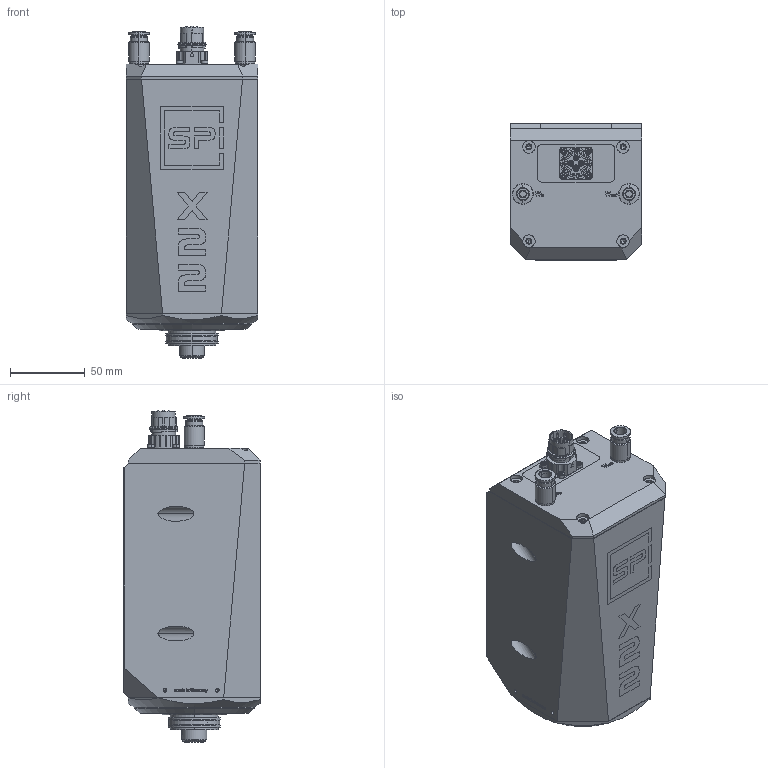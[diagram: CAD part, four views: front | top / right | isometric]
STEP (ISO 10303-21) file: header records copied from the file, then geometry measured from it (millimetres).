
FILE_DESCRIPTION (( 'STEP AP214' ), '1' );
FILE_NAME ('X22-F-HSKC32 STEP.STEP', '2024-08-16T06:51:29', ( '' ), ( '' ), 'SwSTEP 2.0', 'SolidWorks 2020', '' );
FILE_SCHEMA (( 'AUTOMOTIVE_DESIGN' ));
Length unit declared in the file: millimetre
Products named in the file (20): C00049_C00004; B00005_B00005; C00053_C00019; C00098; C00117; B00011_B00011; C00488_C00488; C00707; C00097; C00001_C00001; C00006_C00006; C00113; B00024_Laserung; B00012_B00012; B00091_B00091; B00051_B00035; B00006_B00006; C00490_C00490; Teil1^X22 Master Kunden-CAD; X22-F-HSKC32 STEP
Assembly tree (44 placements, depth 2):
  X22-F-HSKC32 STEP
    B00091_B00091
    C00117  x4
    C00098  x8
    B00011_B00011
    C00707  x4
    B00024_Laserung
    C00097  x6
    C00001_C00001
    C00488_C00488
    C00490_C00490
    B00012_B00012
    C00006_C00006  x2
    B00051_B00035
    C00049_C00004
    C00053_C00019  x4
    C00113  x4
    B00006_B00006
    B00005_B00005
    Teil1^X22 Master Kunden-CAD
Bounding box: 88 x 91 x 222.05 mm (x, y, z)
Volume: 1264286.1 mm3; surface area: 245509.5 mm2
Topology: 45 solids, 49 shells, 5151 faces, 13474 edges, 8739 vertices
Faces by surface type: plane 2138, bspline 1293, cylinder 1095, cone 506, torus 119
Entity records: 231333 total; most frequent: CARTESIAN_POINT 98596, ORIENTED_EDGE 22954, DIRECTION 16303, EDGE_CURVE 11484, VERTEX_POINT 7561, LINE 6897, VECTOR 6897, EDGE_LOOP 4914
